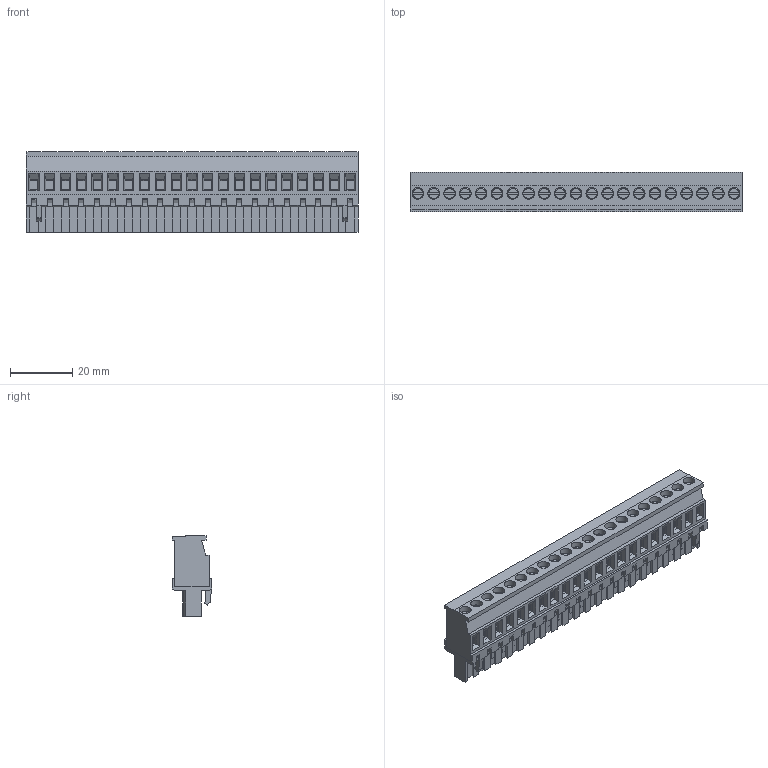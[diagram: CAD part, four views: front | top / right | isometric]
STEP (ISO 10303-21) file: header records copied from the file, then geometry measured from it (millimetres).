
FILE_DESCRIPTION( ( 'Unknown' ), '1' );
FILE_NAME( '691352510021.stp', 'Unknown', ( 'Unknown' ), ( 'Unknown' ), 'PSStep 14.0', 'Unknown', ' ' );
FILE_SCHEMA( ( 'AUTOMOTIVE_DESIGN { 1 0 10303 214 1 1 1 1 }' ) );
Length unit declared in the file: millimetre
Products named in the file (6): Assem1; 6913525100xx_CAGE; 6913525100xx; 6913525100xx_VIS; 691343510021; 691343510021_BAS
Assembly tree (65 placements, depth 2):
  Assem1
    6913525100xx_CAGE  x21
    6913525100xx  x21
    6913525100xx_VIS  x21
    691343510021
    691343510021_BAS
Bounding box: 106.68 x 12.6 x 26 mm (x, y, z)
Volume: 16414.4 mm3; surface area: 37090.7 mm2
Topology: 65 solids, 65 shells, 4277 faces, 11857 edges, 7708 vertices
Faces by surface type: plane 3301, cylinder 850, cone 63, torus 63
Full cylindrical faces by diameter (mm): 1.5 x21, 2.2 x21, 2.7 x21, 2.9 x21, 3 x21, 3.7 x21, 3.75 x21
Entity records: 89682 total; most frequent: CARTESIAN_POINT 12707, ORIENTED_EDGE 12482, DIRECTION 11216, EDGE_CURVE 6241, LINE 5904, VECTOR 5904, VERTEX_POINT 4123, AXIS2_PLACEMENT_3D 2656
